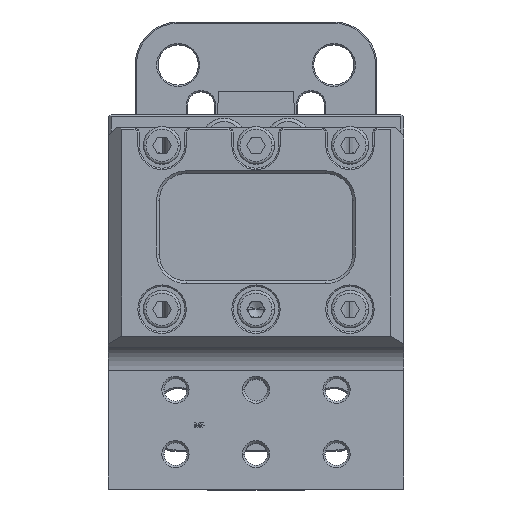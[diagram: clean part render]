
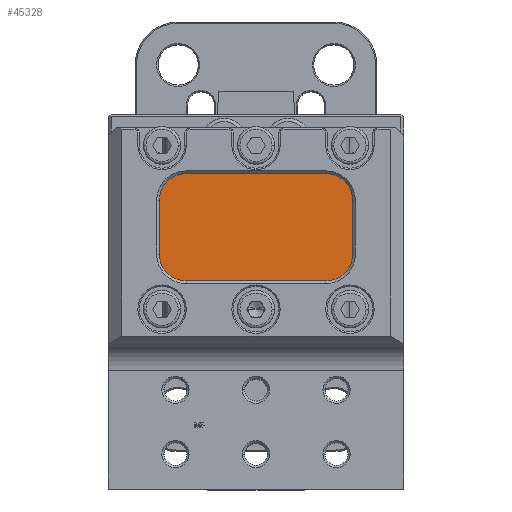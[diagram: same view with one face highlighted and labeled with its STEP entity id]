
A CAD part, top view. The second image highlights one B-rep face of the part: STEP entity #45328.
In plain terms, the highlighted planar face has unit normal (0, 0, 1).
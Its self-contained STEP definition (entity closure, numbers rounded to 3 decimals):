
#70 = DIRECTION ( 'NONE',  ( 0., 0., 1. ) ) ;
#342 = CIRCLE ( 'NONE', #12871, 5. ) ;
#983 = ORIENTED_EDGE ( 'NONE', *, *, #36083, .T. ) ;
#2742 = DIRECTION ( 'NONE',  ( 1., 0., 0. ) ) ;
#2793 = DIRECTION ( 'NONE',  ( 0., 0., 1. ) ) ;
#2806 = CARTESIAN_POINT ( 'NONE',  ( -13., 5.75, 529. ) ) ;
#3136 = EDGE_CURVE ( 'NONE', #14647, #26133, #23613, .T. ) ;
#4422 = CARTESIAN_POINT ( 'NONE',  ( -18., 5.75, 529. ) ) ;
#4700 = ORIENTED_EDGE ( 'NONE', *, *, #33172, .T. ) ;
#5082 = DIRECTION ( 'NONE',  ( -1., 0., 0. ) ) ;
#5149 = DIRECTION ( 'NONE',  ( 0., 0., 1. ) ) ;
#5208 = CARTESIAN_POINT ( 'NONE',  ( 13., 5.75, 529. ) ) ;
#5607 = AXIS2_PLACEMENT_3D ( 'NONE', #38073, #16247, #41748 ) ;
#6908 = VERTEX_POINT ( 'NONE', #29821 ) ;
#8284 = CARTESIAN_POINT ( 'NONE',  ( 18., -4.25, 529. ) ) ;
#8539 = ORIENTED_EDGE ( 'NONE', *, *, #11315, .T. ) ;
#9679 = EDGE_CURVE ( 'NONE', #22551, #42291, #28794, .T. ) ;
#9680 = EDGE_LOOP ( 'NONE', ( #27008, #31167, #36872, #4700, #8539, #18729, #983, #39779 ) ) ;
#11315 = EDGE_CURVE ( 'NONE', #38968, #20012, #43229, .T. ) ;
#11708 = DIRECTION ( 'NONE',  ( 0., -1., 0. ) ) ;
#12516 = PLANE ( 'NONE',  #5607 ) ;
#12871 = AXIS2_PLACEMENT_3D ( 'NONE', #5208, #5149, #5082 ) ;
#14248 = CARTESIAN_POINT ( 'NONE',  ( -13., 10.75, 529. ) ) ;
#14647 = VERTEX_POINT ( 'NONE', #8284 ) ;
#14952 = VECTOR ( 'NONE', #11708, 1000. ) ;
#15063 = CARTESIAN_POINT ( 'NONE',  ( 13., -9.25, 529. ) ) ;
#15462 = CARTESIAN_POINT ( 'NONE',  ( 18., 5.75, 529. ) ) ;
#15779 = DIRECTION ( 'NONE',  ( 1., 0., 0. ) ) ;
#15805 = DIRECTION ( 'NONE',  ( 0., 1., 0. ) ) ;
#15816 = DIRECTION ( 'NONE',  ( 0., 0., 1. ) ) ;
#15872 = CARTESIAN_POINT ( 'NONE',  ( -13., -4.25, 529. ) ) ;
#16247 = DIRECTION ( 'NONE',  ( 0., 0., -1. ) ) ;
#16471 = AXIS2_PLACEMENT_3D ( 'NONE', #15872, #15816, #15779 ) ;
#18177 = VECTOR ( 'NONE', #47195, 1000. ) ;
#18729 = ORIENTED_EDGE ( 'NONE', *, *, #25723, .T. ) ;
#19327 = LINE ( 'NONE', #47424, #18177 ) ;
#20012 = VERTEX_POINT ( 'NONE', #39788 ) ;
#20769 = CARTESIAN_POINT ( 'NONE',  ( -13., 10.75, 529. ) ) ;
#22133 = CARTESIAN_POINT ( 'NONE',  ( 13., -4.25, 529. ) ) ;
#22551 = VERTEX_POINT ( 'NONE', #14248 ) ;
#23613 = LINE ( 'NONE', #15462, #42954 ) ;
#24995 = EDGE_CURVE ( 'NONE', #26133, #6908, #342, .T. ) ;
#25723 = EDGE_CURVE ( 'NONE', #20012, #43351, #19327, .T. ) ;
#25837 = DIRECTION ( 'NONE',  ( 1., 0., 0. ) ) ;
#25938 = AXIS2_PLACEMENT_3D ( 'NONE', #2806, #2793, #2742 ) ;
#26133 = VERTEX_POINT ( 'NONE', #38472 ) ;
#27008 = ORIENTED_EDGE ( 'NONE', *, *, #24995, .T. ) ;
#28047 = AXIS2_PLACEMENT_3D ( 'NONE', #22133, #70, #25837 ) ;
#28794 = CIRCLE ( 'NONE', #25938, 5. ) ;
#29821 = CARTESIAN_POINT ( 'NONE',  ( 13., 10.75, 529. ) ) ;
#31167 = ORIENTED_EDGE ( 'NONE', *, *, #33837, .T. ) ;
#33172 = EDGE_CURVE ( 'NONE', #42291, #38968, #44092, .T. ) ;
#33837 = EDGE_CURVE ( 'NONE', #6908, #22551, #38297, .T. ) ;
#36083 = EDGE_CURVE ( 'NONE', #43351, #14647, #42117, .T. ) ;
#36305 = FACE_OUTER_BOUND ( 'NONE', #9680, .T. ) ;
#36872 = ORIENTED_EDGE ( 'NONE', *, *, #9679, .T. ) ;
#38073 = CARTESIAN_POINT ( 'NONE',  ( 13., 5.75, 529. ) ) ;
#38297 = LINE ( 'NONE', #20769, #39427 ) ;
#38472 = CARTESIAN_POINT ( 'NONE',  ( 18., 5.75, 529. ) ) ;
#38968 = VERTEX_POINT ( 'NONE', #42951 ) ;
#39427 = VECTOR ( 'NONE', #46332, 1000. ) ;
#39779 = ORIENTED_EDGE ( 'NONE', *, *, #3136, .T. ) ;
#39788 = CARTESIAN_POINT ( 'NONE',  ( -13., -9.25, 529. ) ) ;
#41748 = DIRECTION ( 'NONE',  ( -1., 0., 0. ) ) ;
#42117 = CIRCLE ( 'NONE', #28047, 5. ) ;
#42291 = VERTEX_POINT ( 'NONE', #43774 ) ;
#42951 = CARTESIAN_POINT ( 'NONE',  ( -18., -4.25, 529. ) ) ;
#42954 = VECTOR ( 'NONE', #15805, 1000. ) ;
#43229 = CIRCLE ( 'NONE', #16471, 5. ) ;
#43351 = VERTEX_POINT ( 'NONE', #15063 ) ;
#43774 = CARTESIAN_POINT ( 'NONE',  ( -18., 5.75, 529. ) ) ;
#44092 = LINE ( 'NONE', #4422, #14952 ) ;
#45328 = ADVANCED_FACE ( 'NONE', ( #36305 ), #12516, .F. ) ;
#46332 = DIRECTION ( 'NONE',  ( -1., 0., 0. ) ) ;
#47195 = DIRECTION ( 'NONE',  ( 1., 0., 0. ) ) ;
#47424 = CARTESIAN_POINT ( 'NONE',  ( -13., -9.25, 529. ) ) ;
